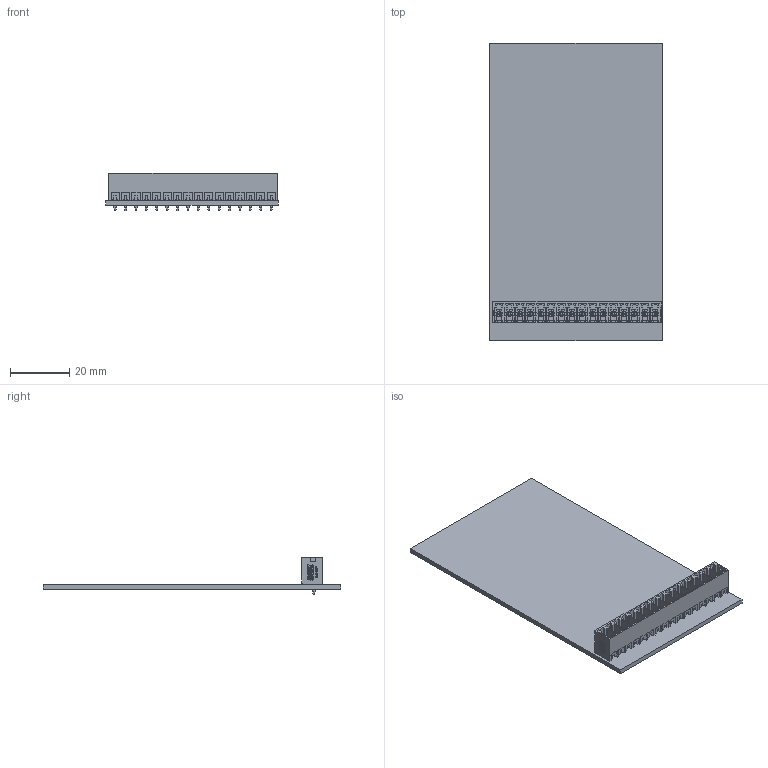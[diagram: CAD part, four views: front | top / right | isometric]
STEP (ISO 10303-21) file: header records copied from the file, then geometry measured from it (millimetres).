
FILE_DESCRIPTION(('FreeCAD Model'),'2;1');
FILE_NAME('Open CASCADE Shape Model','2023-04-01T23:31:56',(''),(''), 'Open CASCADE STEP processor 7.6','FreeCAD','Unknown');
FILE_SCHEMA(('AUTOMOTIVE_DESIGN { 1 0 10303 214 1 1 1 1 }'));
Length unit declared in the file: millimetre
Products named in the file (3): PCB_Chanel_58x100; PCB_58x1001_001; 15EDGVC-3.5-16P-14-00AH1_001
Assembly tree (2 placements, depth 2):
  PCB_Chanel_58x100
    PCB_58x1001_001
    15EDGVC-3.5-16P-14-00AH1_001
Bounding box: 58 x 100 x 12.6 mm (x, y, z)
Volume: 10852.7 mm3; surface area: 17643.1 mm2
Topology: 2 solids, 2 shells, 1456 faces, 3846 edges, 2468 vertices
Faces by surface type: plane 1236, bspline 122, cylinder 50, torus 32, cone 16
Entity records: 60597 total; most frequent: CARTESIAN_POINT 15223, ORIENTED_EDGE 7692, DIRECTION 6424, EDGE_CURVE 3846, LINE 3390, VECTOR 3390, VERTEX_POINT 2468, FACE_BOUND 1530
